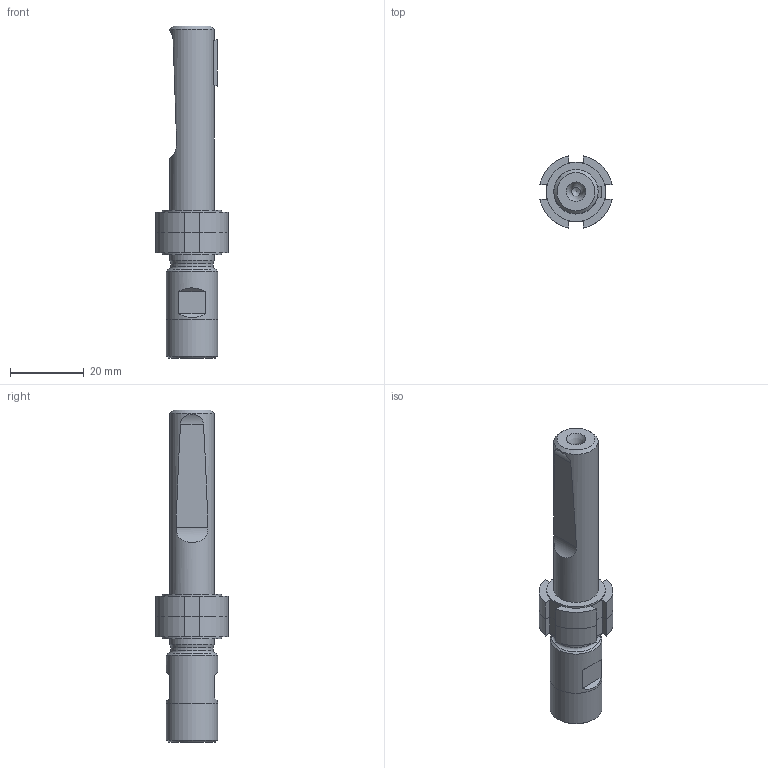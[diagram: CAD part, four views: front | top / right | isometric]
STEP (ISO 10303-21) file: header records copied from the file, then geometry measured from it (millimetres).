
FILE_DESCRIPTION(/* description */ (''),/* implementation_level */ '2;1');
FILE_NAME(/* name */ '261211104.stp',/* time_stamp */ '2021-06-15T13:33:18',/* author */ ('LRA'),/* organization */ ('REGO-FIX'),/* preprocessor_version */ ' Unknown',/* originating_system */ 'SIEMENS PLM Software Solid Edge ST10',/* authorization */ 'Unknown');
FILE_SCHEMA (('AUTOMOTIVE_DESIGN { 1 0 10303 214 2 1 1}'));
Length unit declared in the file: millimetre
Products named in the file (1): 0011766
Bounding box: 19.6 x 19.6 x 90 mm (x, y, z)
Volume: 11510.3 mm3; surface area: 7028.9 mm2
Topology: 4 solids, 4 shells, 91 faces, 210 edges, 132 vertices
Faces by surface type: plane 52, cylinder 24, cone 12, torus 3
Full cylindrical faces by diameter (mm): 2.5 x1, 4.134 x2, 7.5 x1, 10.376 x2, 11.5 x1, 12 x1, 14 x2, 16 x2
Entity records: 3029 total; most frequent: DIRECTION 426, CARTESIAN_POINT 420, ORIENTED_EDGE 348, EDGE_CURVE 174, AXIS2_PLACEMENT_3D 161, FACE_BOUND 130, EDGE_LOOP 128, VERTEX_POINT 126
